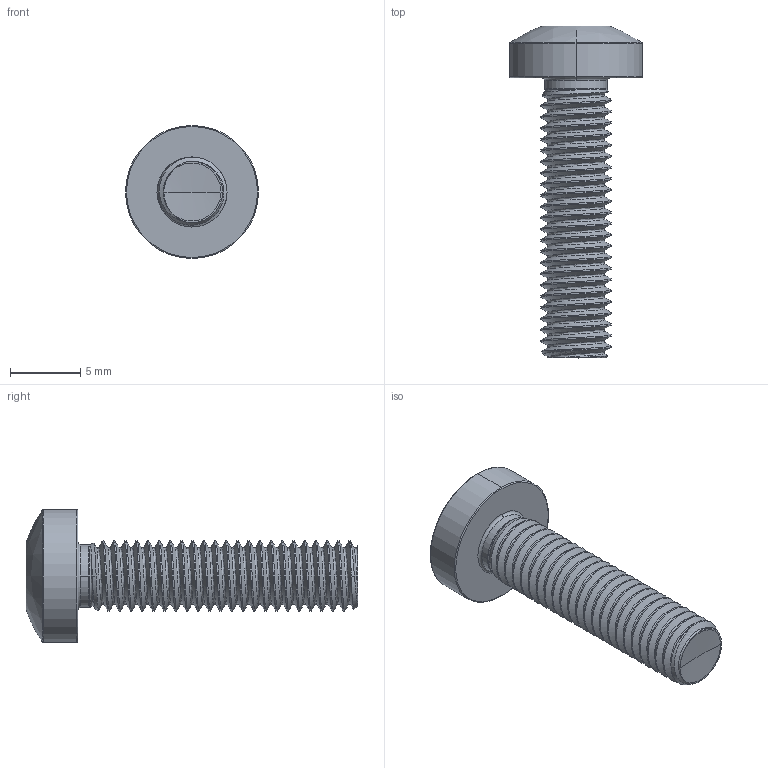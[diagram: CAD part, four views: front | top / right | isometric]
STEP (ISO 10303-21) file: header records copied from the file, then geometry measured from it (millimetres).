
FILE_DESCRIPTION (( 'STEP AP203' ), '1' );
FILE_NAME ('STM390500200.STEP', '2020-12-23T16:55:38', ( '' ), ( '' ), 'SwSTEP 2.0', 'SolidWorks 2015', '' );
FILE_SCHEMA (( 'CONFIG_CONTROL_DESIGN' ));
Length unit declared in the file: millimetre
Products named in the file (2): STM390500200
Bounding box: 9.5 x 23.7 x 9.5 mm (x, y, z)
Volume: 521.4 mm3; surface area: 712.6 mm2
Topology: 1 solids, 1 shells, 119 faces, 317 edges, 200 vertices
Faces by surface type: cylinder 69, bspline 18, torus 13, cone 12, sphere 4, plane 3
Entity records: 25490 total; most frequent: CARTESIAN_POINT 22846, ORIENTED_EDGE 630, DIRECTION 412, EDGE_CURVE 315, VERTEX_POINT 200, AXIS2_PLACEMENT_3D 167, EDGE_LOOP 121, FACE_OUTER_BOUND 119
